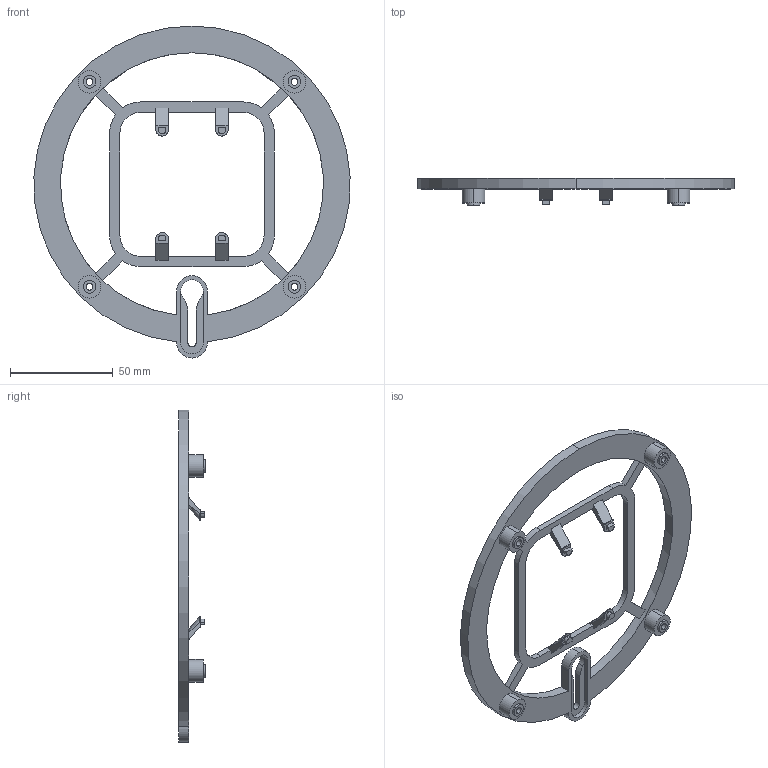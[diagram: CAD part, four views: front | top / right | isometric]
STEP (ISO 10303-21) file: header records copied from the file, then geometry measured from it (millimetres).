
FILE_DESCRIPTION (( 'STEP AP214' ), '1' );
FILE_NAME ('Generic_Support_WallMount.STEP', '2024-11-02T22:19:43', ( '' ), ( '' ), 'SwSTEP 2.0', 'SolidWorks 2024', '' );
FILE_SCHEMA (( 'AUTOMOTIVE_DESIGN' ));
Length unit declared in the file: millimetre
Products named in the file (1): Generic_Support_WallMount
Bounding box: 153.67 x 13 x 161.36 mm (x, y, z)
Volume: 37219 mm3; surface area: 24702.4 mm2
Topology: 1 solids, 1 shells, 157 faces, 418 edges, 276 vertices
Faces by surface type: plane 76, cylinder 69, cone 8, bspline 4
Entity records: 5279 total; most frequent: CARTESIAN_POINT 1177, DIRECTION 870, ORIENTED_EDGE 836, EDGE_CURVE 418, AXIS2_PLACEMENT_3D 307, VERTEX_POINT 276, LINE 256, VECTOR 256
